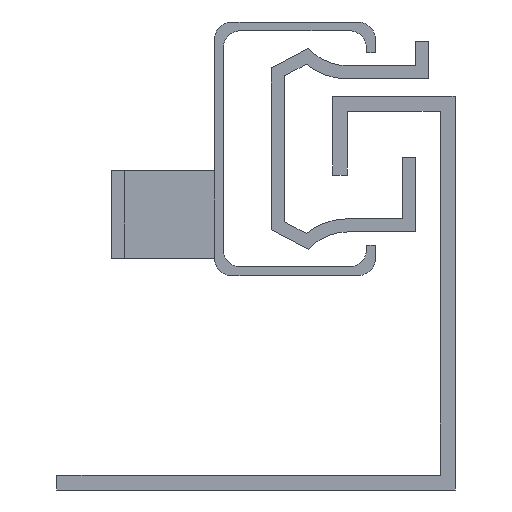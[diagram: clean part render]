
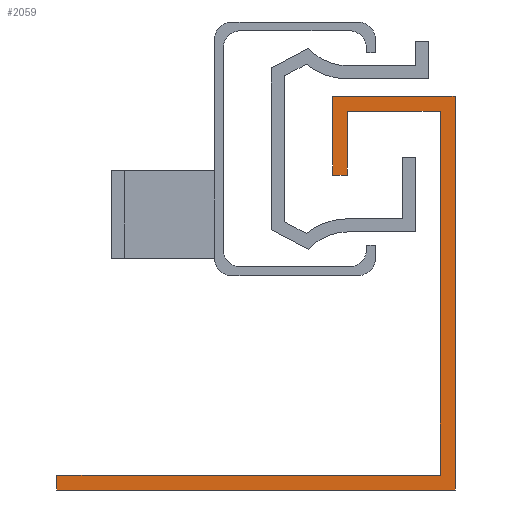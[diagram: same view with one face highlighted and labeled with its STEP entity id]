
A CAD part, left-side view. The second image highlights one B-rep face of the part: STEP entity #2059.
In plain terms, the highlighted planar face has unit normal (-1, 0, 0).
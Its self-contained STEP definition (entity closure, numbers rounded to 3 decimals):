
#148 = ORIENTED_EDGE ( 'NONE', *, *, #3681, .F. ) ;
#178 = CARTESIAN_POINT ( 'NONE',  ( 0., 12.3, 36. ) ) ;
#188 = VECTOR ( 'NONE', #609, 1000. ) ;
#238 = CARTESIAN_POINT ( 'NONE',  ( 0., 12.3, 43.3 ) ) ;
#286 = VECTOR ( 'NONE', #3105, 1000. ) ;
#609 = DIRECTION ( 'NONE',  ( 0., 0., -1. ) ) ;
#822 = ORIENTED_EDGE ( 'NONE', *, *, #1641, .F. ) ;
#998 = DIRECTION ( 'NONE',  ( 1., 0., 0. ) ) ;
#1092 = VERTEX_POINT ( 'NONE', #5089 ) ;
#1148 = CARTESIAN_POINT ( 'NONE',  ( 0., 12.3, 36. ) ) ;
#1223 = ORIENTED_EDGE ( 'NONE', *, *, #4389, .F. ) ;
#1641 = EDGE_CURVE ( 'NONE', #5673, #4112, #5110, .T. ) ;
#1680 = VECTOR ( 'NONE', #2235, 1000. ) ;
#1912 = VECTOR ( 'NONE', #6674, 1000. ) ;
#1940 = VECTOR ( 'NONE', #5083, 1000. ) ;
#2059 = ADVANCED_FACE ( 'NONE', ( #6155 ), #2458, .F. ) ;
#2081 = VECTOR ( 'NONE', #4347, 1000. ) ;
#2235 = DIRECTION ( 'NONE',  ( 0., 0., -1. ) ) ;
#2236 = ORIENTED_EDGE ( 'NONE', *, *, #3610, .F. ) ;
#2260 = EDGE_LOOP ( 'NONE', ( #1223, #3453, #148, #5489, #822, #4838, #4863, #5159, #6100, #2236 ) ) ;
#2303 = LINE ( 'NONE', #5898, #1680 ) ;
#2309 = CARTESIAN_POINT ( 'NONE',  ( 0., 0., 0. ) ) ;
#2354 = EDGE_CURVE ( 'NONE', #4655, #3857, #3468, .T. ) ;
#2427 = LINE ( 'NONE', #5004, #5758 ) ;
#2443 = VECTOR ( 'NONE', #4220, 1000. ) ;
#2458 = PLANE ( 'NONE',  #4522 ) ;
#2771 = DIRECTION ( 'NONE',  ( 0., 1., 0. ) ) ;
#2808 = CARTESIAN_POINT ( 'NONE',  ( 0., 0., 0. ) ) ;
#2825 = EDGE_CURVE ( 'NONE', #4112, #5094, #3307, .T. ) ;
#3105 = DIRECTION ( 'NONE',  ( 0., 1., 0. ) ) ;
#3166 = LINE ( 'NONE', #3232, #2443 ) ;
#3172 = VERTEX_POINT ( 'NONE', #4629 ) ;
#3208 = CARTESIAN_POINT ( 'NONE',  ( 0., 12.3, 43.3 ) ) ;
#3232 = CARTESIAN_POINT ( 'NONE',  ( 0., 1.7, 1.7 ) ) ;
#3261 = CARTESIAN_POINT ( 'NONE',  ( 0., 1.7, 43.3 ) ) ;
#3307 = LINE ( 'NONE', #3208, #188 ) ;
#3322 = EDGE_CURVE ( 'NONE', #3857, #5673, #3166, .T. ) ;
#3453 = ORIENTED_EDGE ( 'NONE', *, *, #5674, .F. ) ;
#3468 = LINE ( 'NONE', #6239, #1912 ) ;
#3603 = VERTEX_POINT ( 'NONE', #2808 ) ;
#3610 = EDGE_CURVE ( 'NONE', #3172, #3603, #2303, .T. ) ;
#3626 = VECTOR ( 'NONE', #3751, 1000. ) ;
#3681 = EDGE_CURVE ( 'NONE', #5094, #3869, #5349, .T. ) ;
#3736 = CARTESIAN_POINT ( 'NONE',  ( 0., 45.5, 0. ) ) ;
#3751 = DIRECTION ( 'NONE',  ( 0., -1., 0. ) ) ;
#3857 = VERTEX_POINT ( 'NONE', #6072 ) ;
#3869 = VERTEX_POINT ( 'NONE', #4032 ) ;
#4032 = CARTESIAN_POINT ( 'NONE',  ( 0., 14., 36. ) ) ;
#4112 = VERTEX_POINT ( 'NONE', #238 ) ;
#4220 = DIRECTION ( 'NONE',  ( 0., 0., 1. ) ) ;
#4265 = LINE ( 'NONE', #5769, #3626 ) ;
#4347 = DIRECTION ( 'NONE',  ( 0., 0., 1. ) ) ;
#4389 = EDGE_CURVE ( 'NONE', #1092, #3172, #4265, .T. ) ;
#4393 = VECTOR ( 'NONE', #2771, 1000. ) ;
#4522 = AXIS2_PLACEMENT_3D ( 'NONE', #5643, #998, #6595 ) ;
#4629 = CARTESIAN_POINT ( 'NONE',  ( 0., 0., 45. ) ) ;
#4655 = VERTEX_POINT ( 'NONE', #4710 ) ;
#4710 = CARTESIAN_POINT ( 'NONE',  ( 0., 45.5, 1.7 ) ) ;
#4838 = ORIENTED_EDGE ( 'NONE', *, *, #3322, .F. ) ;
#4863 = ORIENTED_EDGE ( 'NONE', *, *, #2354, .F. ) ;
#4888 = LINE ( 'NONE', #2309, #1940 ) ;
#5004 = CARTESIAN_POINT ( 'NONE',  ( 0., 45.5, 0. ) ) ;
#5044 = CARTESIAN_POINT ( 'NONE',  ( 0., 1.7, 43.3 ) ) ;
#5083 = DIRECTION ( 'NONE',  ( 0., 1., 0. ) ) ;
#5089 = CARTESIAN_POINT ( 'NONE',  ( 0., 14., 45. ) ) ;
#5094 = VERTEX_POINT ( 'NONE', #1148 ) ;
#5110 = LINE ( 'NONE', #5044, #286 ) ;
#5159 = ORIENTED_EDGE ( 'NONE', *, *, #5361, .F. ) ;
#5333 = CARTESIAN_POINT ( 'NONE',  ( 0., 14., 36. ) ) ;
#5349 = LINE ( 'NONE', #178, #4393 ) ;
#5361 = EDGE_CURVE ( 'NONE', #6546, #4655, #2427, .T. ) ;
#5489 = ORIENTED_EDGE ( 'NONE', *, *, #2825, .F. ) ;
#5643 = CARTESIAN_POINT ( 'NONE',  ( 0., 0., 0. ) ) ;
#5673 = VERTEX_POINT ( 'NONE', #3261 ) ;
#5674 = EDGE_CURVE ( 'NONE', #3869, #1092, #6351, .T. ) ;
#5758 = VECTOR ( 'NONE', #6529, 1000. ) ;
#5769 = CARTESIAN_POINT ( 'NONE',  ( 0., 14., 45. ) ) ;
#5898 = CARTESIAN_POINT ( 'NONE',  ( 0., 0., 45. ) ) ;
#6072 = CARTESIAN_POINT ( 'NONE',  ( 0., 1.7, 1.7 ) ) ;
#6100 = ORIENTED_EDGE ( 'NONE', *, *, #6105, .F. ) ;
#6105 = EDGE_CURVE ( 'NONE', #3603, #6546, #4888, .T. ) ;
#6155 = FACE_OUTER_BOUND ( 'NONE', #2260, .T. ) ;
#6239 = CARTESIAN_POINT ( 'NONE',  ( 0., 45.5, 1.7 ) ) ;
#6351 = LINE ( 'NONE', #5333, #2081 ) ;
#6529 = DIRECTION ( 'NONE',  ( 0., 0., 1. ) ) ;
#6546 = VERTEX_POINT ( 'NONE', #3736 ) ;
#6595 = DIRECTION ( 'NONE',  ( 0., 0., -1. ) ) ;
#6674 = DIRECTION ( 'NONE',  ( 0., -1., 0. ) ) ;
